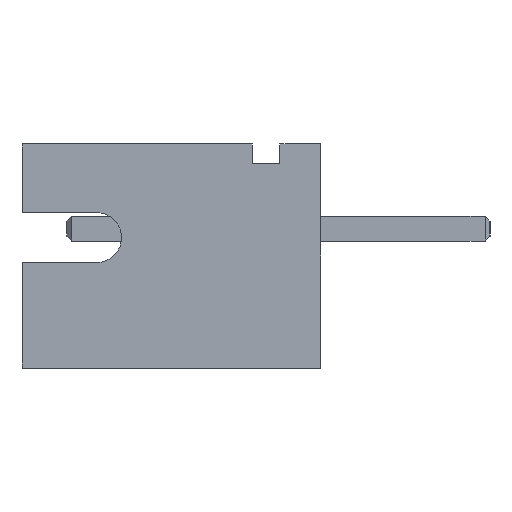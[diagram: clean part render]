
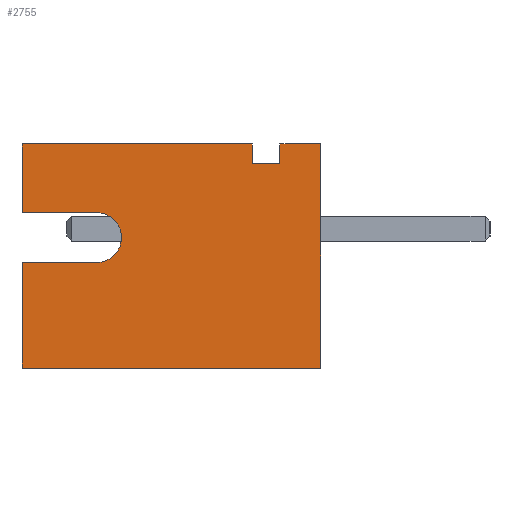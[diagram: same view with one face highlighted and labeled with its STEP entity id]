
A CAD part, left-side view. The second image highlights one B-rep face of the part: STEP entity #2755.
In plain terms, the highlighted planar face has unit normal (-1, 0, 0).
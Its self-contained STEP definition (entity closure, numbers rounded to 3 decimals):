
#45 = LINE ( 'NONE', #5730, #903 ) ;
#150 = DIRECTION ( 'NONE',  ( 1., 0., 0. ) ) ;
#182 = VECTOR ( 'NONE', #1466, 1000. ) ;
#246 = VECTOR ( 'NONE', #10960, 1000. ) ;
#281 = DIRECTION ( 'NONE',  ( 0., -1., 0. ) ) ;
#363 = EDGE_CURVE ( 'NONE', #1290, #871, #3800, .T. ) ;
#505 = CARTESIAN_POINT ( 'NONE',  ( -1.95, 6., -2.8 ) ) ;
#528 = CARTESIAN_POINT ( 'NONE',  ( -1.95, 6., 1.7 ) ) ;
#716 = DIRECTION ( 'NONE',  ( 0., 0., 1. ) ) ;
#773 = VECTOR ( 'NONE', #716, 1000. ) ;
#871 = VERTEX_POINT ( 'NONE', #12209 ) ;
#903 = VECTOR ( 'NONE', #9122, 1000. ) ;
#966 = ORIENTED_EDGE ( 'NONE', *, *, #10433, .T. ) ;
#1027 = AXIS2_PLACEMENT_3D ( 'NONE', #4562, #150, #3516 ) ;
#1290 = VERTEX_POINT ( 'NONE', #13114 ) ;
#1466 = DIRECTION ( 'NONE',  ( 0., -1., 0. ) ) ;
#1478 = VERTEX_POINT ( 'NONE', #7924 ) ;
#1605 = VERTEX_POINT ( 'NONE', #6142 ) ;
#1674 = LINE ( 'NONE', #14340, #11896 ) ;
#1699 = DIRECTION ( 'NONE',  ( 0., 0., 1. ) ) ;
#2151 = VECTOR ( 'NONE', #12507, 1000. ) ;
#2278 = EDGE_CURVE ( 'NONE', #11843, #4960, #5033, .T. ) ;
#2362 = PLANE ( 'NONE',  #1027 ) ;
#2423 = EDGE_CURVE ( 'NONE', #9330, #1605, #13370, .T. ) ;
#2518 = EDGE_CURVE ( 'NONE', #1605, #3371, #1674, .T. ) ;
#2619 = CARTESIAN_POINT ( 'NONE',  ( -1.95, 0., -2.8 ) ) ;
#2755 = ADVANCED_FACE ( 'NONE', ( #7938 ), #2362, .F. ) ;
#2793 = LINE ( 'NONE', #8504, #246 ) ;
#2796 = EDGE_CURVE ( 'NONE', #9889, #1290, #10895, .T. ) ;
#2909 = VECTOR ( 'NONE', #281, 1000. ) ;
#2921 = ORIENTED_EDGE ( 'NONE', *, *, #6922, .F. ) ;
#2959 = CARTESIAN_POINT ( 'NONE',  ( -1.95, 1.38, 1.3 ) ) ;
#3051 = VECTOR ( 'NONE', #1699, 1000. ) ;
#3371 = VERTEX_POINT ( 'NONE', #7730 ) ;
#3516 = DIRECTION ( 'NONE',  ( 0., 0., -1. ) ) ;
#3680 = ORIENTED_EDGE ( 'NONE', *, *, #4979, .F. ) ;
#3800 = LINE ( 'NONE', #11969, #12677 ) ;
#3976 = ORIENTED_EDGE ( 'NONE', *, *, #363, .F. ) ;
#4375 = ORIENTED_EDGE ( 'NONE', *, *, #10519, .F. ) ;
#4562 = CARTESIAN_POINT ( 'NONE',  ( -1.95, 6., 1.7 ) ) ;
#4614 = ORIENTED_EDGE ( 'NONE', *, *, #2518, .F. ) ;
#4663 = EDGE_LOOP ( 'NONE', ( #4375, #2921, #6910, #10084, #966, #3680, #3976, #13473, #13631, #4614, #8327, #14908 ) ) ;
#4699 = VERTEX_POINT ( 'NONE', #14777 ) ;
#4960 = VERTEX_POINT ( 'NONE', #13579 ) ;
#4979 = EDGE_CURVE ( 'NONE', #871, #12557, #5451, .T. ) ;
#5033 = LINE ( 'NONE', #12074, #3051 ) ;
#5451 = LINE ( 'NONE', #528, #5799 ) ;
#5730 = CARTESIAN_POINT ( 'NONE',  ( -1.95, 1.38, 1.3 ) ) ;
#5799 = VECTOR ( 'NONE', #6418, 1000. ) ;
#6098 = VECTOR ( 'NONE', #7538, 1000. ) ;
#6142 = CARTESIAN_POINT ( 'NONE',  ( -1.95, 6., 1.7 ) ) ;
#6418 = DIRECTION ( 'NONE',  ( 0., -1., 0. ) ) ;
#6760 = AXIS2_PLACEMENT_3D ( 'NONE', #9077, #6804, #7627 ) ;
#6804 = DIRECTION ( 'NONE',  ( -1., 0., 0. ) ) ;
#6827 = CARTESIAN_POINT ( 'NONE',  ( -1.95, 0., 1.7 ) ) ;
#6910 = ORIENTED_EDGE ( 'NONE', *, *, #2278, .F. ) ;
#6922 = EDGE_CURVE ( 'NONE', #4960, #1478, #14200, .T. ) ;
#7243 = DIRECTION ( 'NONE',  ( 0., 0., 1. ) ) ;
#7401 = DIRECTION ( 'NONE',  ( 0., -1., 0. ) ) ;
#7538 = DIRECTION ( 'NONE',  ( 0., -1., 0. ) ) ;
#7627 = DIRECTION ( 'NONE',  ( 0., 0., 1. ) ) ;
#7730 = CARTESIAN_POINT ( 'NONE',  ( -1.95, 1.38, 1.7 ) ) ;
#7924 = CARTESIAN_POINT ( 'NONE',  ( -1.95, 4.5, -0.68 ) ) ;
#7938 = FACE_OUTER_BOUND ( 'NONE', #4663, .T. ) ;
#8327 = ORIENTED_EDGE ( 'NONE', *, *, #2423, .F. ) ;
#8468 = CARTESIAN_POINT ( 'NONE',  ( -1.95, 0., 1.7 ) ) ;
#8504 = CARTESIAN_POINT ( 'NONE',  ( -1.95, 6., 0.32 ) ) ;
#9077 = CARTESIAN_POINT ( 'NONE',  ( -1.95, 4.5, -0.18 ) ) ;
#9122 = DIRECTION ( 'NONE',  ( 0., 0., 1. ) ) ;
#9330 = VERTEX_POINT ( 'NONE', #9365 ) ;
#9365 = CARTESIAN_POINT ( 'NONE',  ( -1.95, 6., 0.32 ) ) ;
#9617 = LINE ( 'NONE', #8468, #2151 ) ;
#9661 = LINE ( 'NONE', #505, #2909 ) ;
#9889 = VERTEX_POINT ( 'NONE', #13906 ) ;
#10084 = ORIENTED_EDGE ( 'NONE', *, *, #11706, .T. ) ;
#10094 = CARTESIAN_POINT ( 'NONE',  ( -1.95, 6., 1.7 ) ) ;
#10387 = CIRCLE ( 'NONE', #6760, 0.5 ) ;
#10433 = EDGE_CURVE ( 'NONE', #11916, #12557, #9617, .T. ) ;
#10519 = EDGE_CURVE ( 'NONE', #1478, #4699, #10387, .T. ) ;
#10895 = LINE ( 'NONE', #2959, #6098 ) ;
#10896 = EDGE_CURVE ( 'NONE', #4699, #9330, #2793, .T. ) ;
#10960 = DIRECTION ( 'NONE',  ( 0., 1., 0. ) ) ;
#11706 = EDGE_CURVE ( 'NONE', #11843, #11916, #9661, .T. ) ;
#11843 = VERTEX_POINT ( 'NONE', #14962 ) ;
#11896 = VECTOR ( 'NONE', #7401, 1000. ) ;
#11916 = VERTEX_POINT ( 'NONE', #2619 ) ;
#11969 = CARTESIAN_POINT ( 'NONE',  ( -1.95, 0.82, 1.3 ) ) ;
#12074 = CARTESIAN_POINT ( 'NONE',  ( -1.95, 6., 1.7 ) ) ;
#12209 = CARTESIAN_POINT ( 'NONE',  ( -1.95, 0.82, 1.7 ) ) ;
#12507 = DIRECTION ( 'NONE',  ( 0., 0., 1. ) ) ;
#12557 = VERTEX_POINT ( 'NONE', #6827 ) ;
#12677 = VECTOR ( 'NONE', #7243, 1000. ) ;
#13063 = CARTESIAN_POINT ( 'NONE',  ( -1.95, 6., -0.68 ) ) ;
#13114 = CARTESIAN_POINT ( 'NONE',  ( -1.95, 0.82, 1.3 ) ) ;
#13370 = LINE ( 'NONE', #10094, #773 ) ;
#13473 = ORIENTED_EDGE ( 'NONE', *, *, #2796, .F. ) ;
#13579 = CARTESIAN_POINT ( 'NONE',  ( -1.95, 6., -0.68 ) ) ;
#13631 = ORIENTED_EDGE ( 'NONE', *, *, #14207, .T. ) ;
#13906 = CARTESIAN_POINT ( 'NONE',  ( -1.95, 1.38, 1.3 ) ) ;
#14200 = LINE ( 'NONE', #13063, #182 ) ;
#14207 = EDGE_CURVE ( 'NONE', #9889, #3371, #45, .T. ) ;
#14340 = CARTESIAN_POINT ( 'NONE',  ( -1.95, 6., 1.7 ) ) ;
#14777 = CARTESIAN_POINT ( 'NONE',  ( -1.95, 4.5, 0.32 ) ) ;
#14908 = ORIENTED_EDGE ( 'NONE', *, *, #10896, .F. ) ;
#14962 = CARTESIAN_POINT ( 'NONE',  ( -1.95, 6., -2.8 ) ) ;
